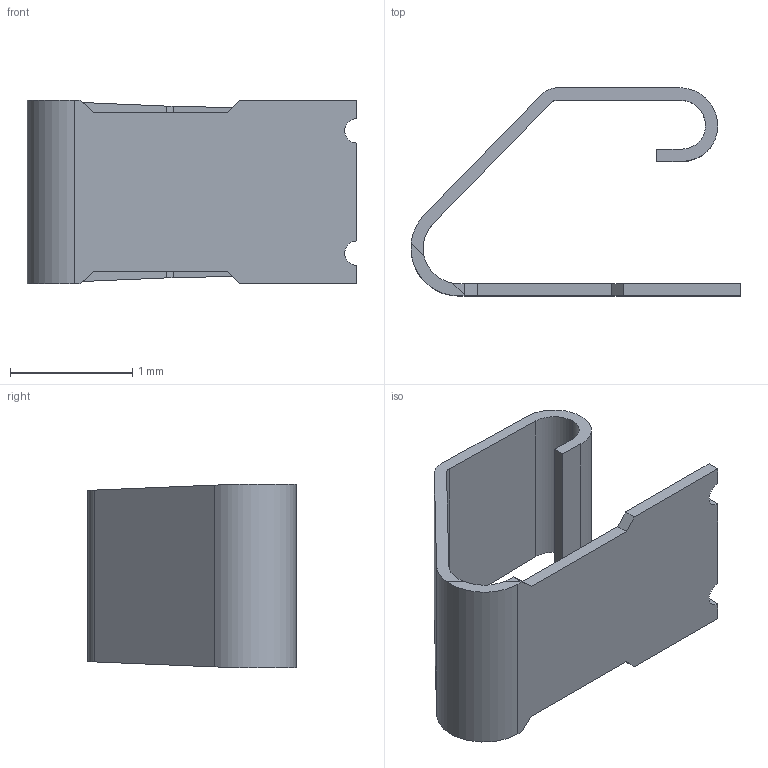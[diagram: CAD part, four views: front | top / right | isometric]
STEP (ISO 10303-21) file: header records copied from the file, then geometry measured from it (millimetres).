
FILE_DESCRIPTION((''),'2;1');
FILE_NAME('S7121','2012-01-12T',('wbourne'),(''),'PRO/ENGINEER BY PARAMETRIC TECHNOLOGY CORPORATION, 2010280','PRO/ENGINEER BY PARAMETRIC TECHNOLOGY CORPORATION, 2010280','');
FILE_SCHEMA(('CONFIG_CONTROL_DESIGN','SHAPE_APPEARANCE_LAYERS_GROUPS'));
Length unit declared in the file: millimetre
Products named in the file (1): S7121
Bounding box: 2.7 x 1.7 x 1.5 mm (x, y, z)
Volume: 0.9 mm3; surface area: 20.1 mm2
Topology: 1 solids, 1 shells, 36 faces, 102 edges, 68 vertices
Faces by surface type: plane 26, cylinder 10
Entity records: 1993 total; most frequent: CARTESIAN_POINT 286, ORIENTED_EDGE 204, DIRECTION 164, PRESENTATION_STYLE_ASSIGNMENT 139, STYLED_ITEM 103, CURVE_STYLE 102, EDGE_CURVE 102, VECTOR 76
